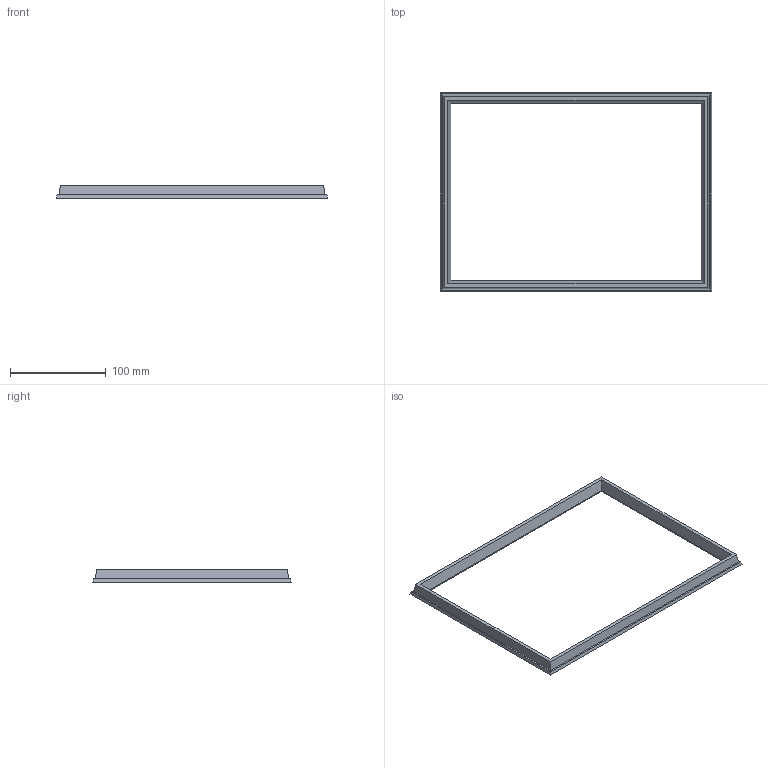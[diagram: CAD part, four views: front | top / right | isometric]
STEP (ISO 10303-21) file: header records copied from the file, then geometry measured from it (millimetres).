
FILE_DESCRIPTION (( 'STEP AP214' ), '1' );
FILE_NAME ('HYG129.STEP', '2021-09-09T19:05:13', ( '' ), ( '' ), 'SwSTEP 2.0', 'SolidWorks 2021', '' );
FILE_SCHEMA (( 'AUTOMOTIVE_DESIGN' ));
Length unit declared in the file: inch
Products named in the file (1): HYG129
Bounding box: 283.87 x 207.7 x 12.7 mm (x, y, z)
Volume: 76321.7 mm3; surface area: 46213.6 mm2
Topology: 1 solids, 1 shells, 49 faces, 116 edges, 76 vertices
Faces by surface type: plane 45, cylinder 4
Entity records: 1422 total; most frequent: CARTESIAN_POINT 254, ORIENTED_EDGE 232, DIRECTION 212, EDGE_CURVE 116, VECTOR 112, LINE 112, VERTEX_POINT 76, EDGE_LOOP 58
